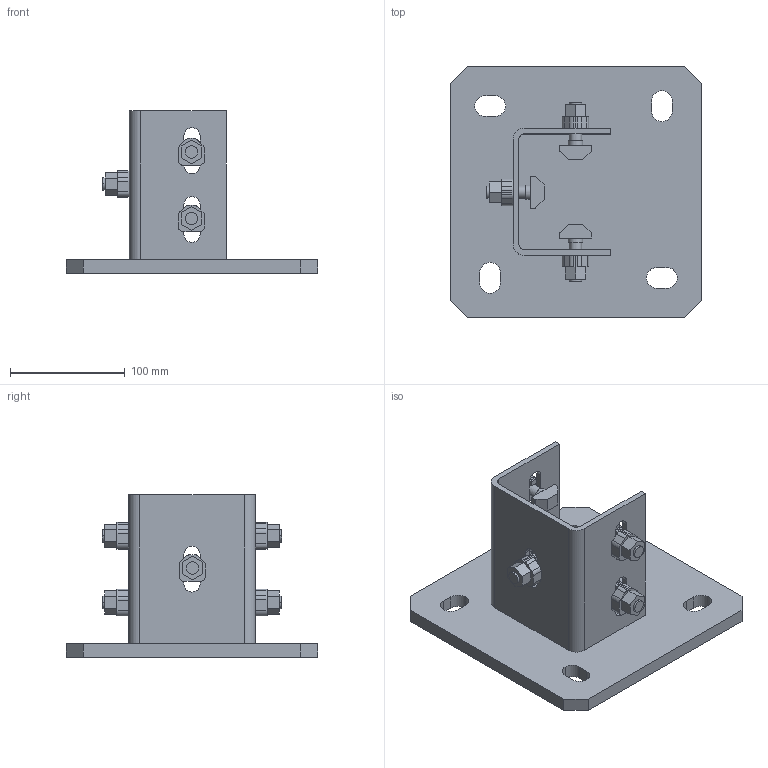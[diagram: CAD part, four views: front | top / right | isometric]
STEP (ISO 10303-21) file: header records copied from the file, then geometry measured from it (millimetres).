
FILE_DESCRIPTION (( 'STEP AP214' ), '1' );
FILE_NAME ('R954-135.STEP', '2024-06-18T10:42:47', ( '' ), ( '' ), 'SwSTEP 2.0', 'SolidWorks 2024', '' );
FILE_SCHEMA (( 'AUTOMOTIVE_DESIGN' ));
Length unit declared in the file: millimetre
Products named in the file (3): R954-135; R951-510
Assembly tree (6 placements, depth 2):
  R954-135
    R954-135
    R951-510  x5
Bounding box: 220 x 220 x 142 mm (x, y, z)
Volume: 778361.2 mm3; surface area: 201762.8 mm2
Topology: 7 solids, 7 shells, 399 faces, 1015 edges, 655 vertices
Faces by surface type: plane 278, cylinder 121
Entity records: 4362 total; most frequent: CARTESIAN_POINT 750, DIRECTION 747, ORIENTED_EDGE 718, EDGE_CURVE 359, VECTOR 251, LINE 251, AXIS2_PLACEMENT_3D 248, VERTEX_POINT 235
